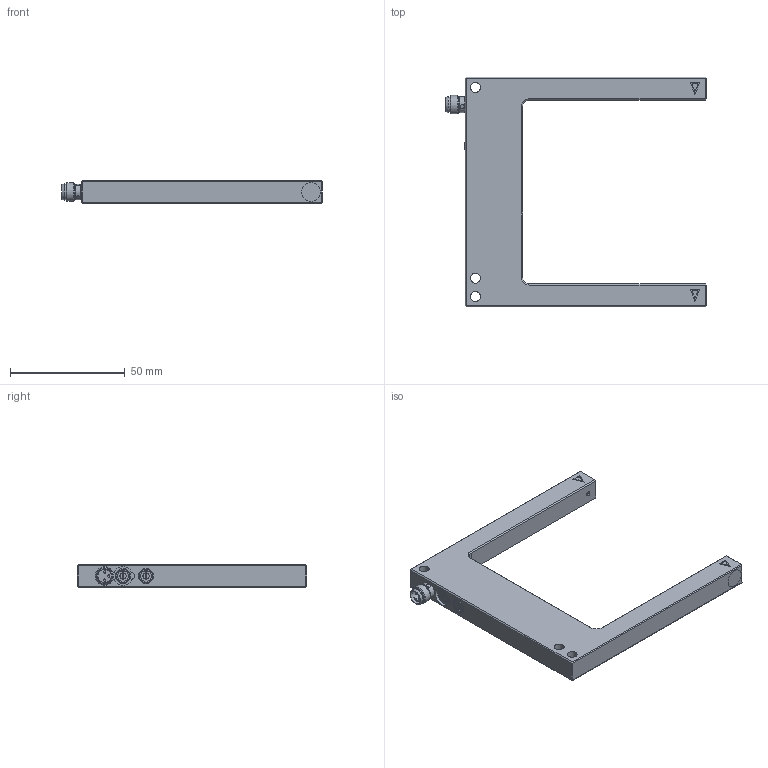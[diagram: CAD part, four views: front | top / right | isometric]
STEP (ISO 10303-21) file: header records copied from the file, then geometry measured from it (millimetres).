
FILE_DESCRIPTION (( 'STEP AP214' ), '1' );
FILE_NAME ('OGU08180G3-T3.STEP', '2024-03-20T11:32:36', ( '' ), ( '' ), 'SwSTEP 2.0', 'SolidWorks 2023', '' );
FILE_SCHEMA (( 'AUTOMOTIVE_DESIGN' ));
Length unit declared in the file: inch
Products named in the file (1): OGU08180G3-T3
Bounding box: 113.5 x 100 x 10 mm (x, y, z)
Volume: 40568.8 mm3; surface area: 14634 mm2
Topology: 1 solids, 1 shells, 163 faces, 339 edges, 210 vertices
Faces by surface type: plane 103, cylinder 49, cone 9, bspline 2
Full cylindrical faces by diameter (mm): 1 x3, 2 x2, 4.3 x3, 5 x2, 5.8 x1, 6.4 x1, 6.6 x2, 6.7 x4, 6.9 x1, 7.2 x1, 8 x1, 8.08 x2, 8.1 x2
Entity records: 4175 total; most frequent: CARTESIAN_POINT 830, DIRECTION 704, ORIENTED_EDGE 588, EDGE_CURVE 294, AXIS2_PLACEMENT_3D 258, EDGE_LOOP 234, VERTEX_POINT 198, FACE_OUTER_BOUND 190
